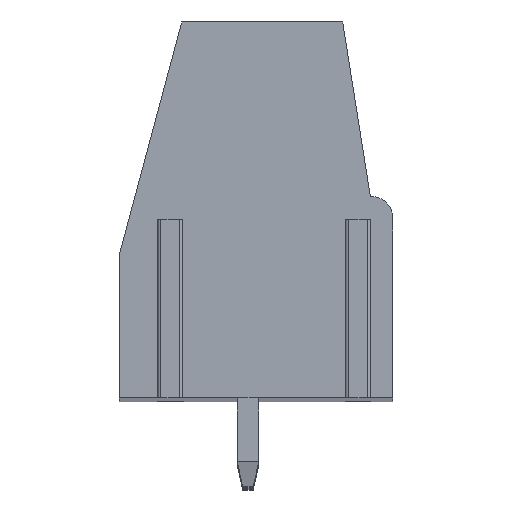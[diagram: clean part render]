
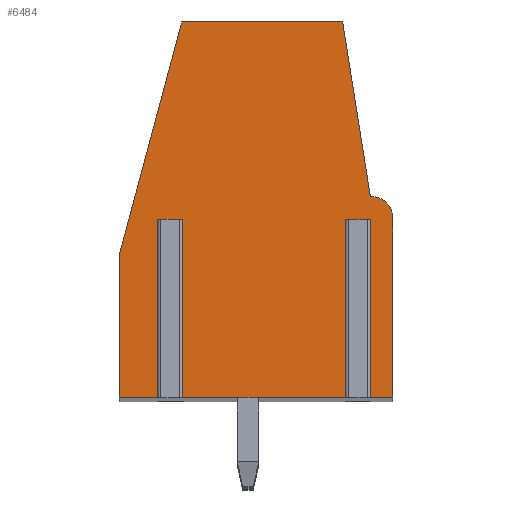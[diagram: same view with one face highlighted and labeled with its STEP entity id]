
A CAD part, top view. The second image highlights one B-rep face of the part: STEP entity #6484.
In plain terms, the highlighted planar face has unit normal (0, 0, 1).
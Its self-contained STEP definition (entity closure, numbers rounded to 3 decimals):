
#1002=DIRECTION('',(1.,0.,0.));
#1003=VECTOR('',#1002,0.57);
#1004=CARTESIAN_POINT('',(-3.485,-0.35,2.5));
#1005=LINE('',#1004,#1003);
#1006=DIRECTION('',(0.,1.,0.));
#1007=VECTOR('',#1006,6.65);
#1008=CARTESIAN_POINT('',(-3.485,-7.,2.5));
#1009=LINE('',#1008,#1007);
#1010=DIRECTION('',(1.,0.,0.));
#1011=VECTOR('',#1010,1.615);
#1012=CARTESIAN_POINT('',(-5.1,-7.,2.5));
#1013=LINE('',#1012,#1011);
#1014=DIRECTION('',(0.,-1.,0.));
#1015=VECTOR('',#1014,5.3);
#1016=CARTESIAN_POINT('',(-5.1,-1.7,2.5));
#1017=LINE('',#1016,#1015);
#1018=DIRECTION('',(-0.259,-0.966,0.));
#1019=VECTOR('',#1018,9.007);
#1020=CARTESIAN_POINT('',(-2.769,7.,2.5));
#1021=LINE('',#1020,#1019);
#1022=DIRECTION('',(-1.,0.,0.));
#1023=VECTOR('',#1022,6.);
#1024=CARTESIAN_POINT('',(3.231,7.,2.5));
#1025=LINE('',#1024,#1023);
#1026=DIRECTION('',(-0.156,0.988,0.));
#1027=VECTOR('',#1026,6.581);
#1028=CARTESIAN_POINT('',(4.261,0.5,2.5));
#1029=LINE('',#1028,#1027);
#1030=DIRECTION('',(-1.,0.,0.));
#1031=VECTOR('',#1030,0.039);
#1032=CARTESIAN_POINT('',(4.3,0.5,2.5));
#1033=LINE('',#1032,#1031);
#1034=CARTESIAN_POINT('',(4.3,-0.3,2.5));
#1035=DIRECTION('',(0.,0.,1.));
#1036=DIRECTION('',(1.,0.,0.));
#1037=AXIS2_PLACEMENT_3D('',#1034,#1035,#1036);
#1039=DIRECTION('',(0.,1.,0.));
#1040=VECTOR('',#1039,6.7);
#1041=CARTESIAN_POINT('',(5.1,-7.,2.5));
#1042=LINE('',#1041,#1040);
#1043=DIRECTION('',(1.,0.,0.));
#1044=VECTOR('',#1043,1.015);
#1045=CARTESIAN_POINT('',(4.085,-7.,2.5));
#1046=LINE('',#1045,#1044);
#1047=DIRECTION('',(0.,1.,0.));
#1048=VECTOR('',#1047,6.65);
#1049=CARTESIAN_POINT('',(4.085,-7.,2.5));
#1050=LINE('',#1049,#1048);
#1051=DIRECTION('',(1.,0.,0.));
#1052=VECTOR('',#1051,0.57);
#1053=CARTESIAN_POINT('',(3.515,-0.35,2.5));
#1054=LINE('',#1053,#1052);
#1055=DIRECTION('',(0.,1.,0.));
#1056=VECTOR('',#1055,6.65);
#1057=CARTESIAN_POINT('',(3.515,-7.,2.5));
#1058=LINE('',#1057,#1056);
#1059=DIRECTION('',(1.,0.,0.));
#1060=VECTOR('',#1059,6.43);
#1061=CARTESIAN_POINT('',(-2.915,-7.,2.5));
#1062=LINE('',#1061,#1060);
#1063=DIRECTION('',(0.,1.,0.));
#1064=VECTOR('',#1063,6.65);
#1065=CARTESIAN_POINT('',(-2.915,-7.,2.5));
#1066=LINE('',#1065,#1064);
#4327=CARTESIAN_POINT('',(-2.769,7.,2.5));
#4328=CARTESIAN_POINT('',(-5.1,-1.7,2.5));
#4329=VERTEX_POINT('',#4327);
#4330=VERTEX_POINT('',#4328);
#4331=CARTESIAN_POINT('',(-5.1,-7.,2.5));
#4332=VERTEX_POINT('',#4331);
#4333=CARTESIAN_POINT('',(5.1,-7.,2.5));
#4334=CARTESIAN_POINT('',(5.1,-0.3,2.5));
#4335=VERTEX_POINT('',#4333);
#4336=VERTEX_POINT('',#4334);
#4337=CARTESIAN_POINT('',(4.3,0.5,2.5));
#4338=VERTEX_POINT('',#4337);
#4339=CARTESIAN_POINT('',(4.261,0.5,2.5));
#4340=VERTEX_POINT('',#4339);
#4341=CARTESIAN_POINT('',(3.231,7.,2.5));
#4342=VERTEX_POINT('',#4341);
#4423=CARTESIAN_POINT('',(-3.485,-0.35,2.5));
#4424=CARTESIAN_POINT('',(-2.915,-0.35,2.5));
#4425=VERTEX_POINT('',#4423);
#4426=VERTEX_POINT('',#4424);
#4427=CARTESIAN_POINT('',(3.515,-0.35,2.5));
#4428=CARTESIAN_POINT('',(4.085,-0.35,2.5));
#4429=VERTEX_POINT('',#4427);
#4430=VERTEX_POINT('',#4428);
#4431=CARTESIAN_POINT('',(-2.915,-7.,2.5));
#4432=VERTEX_POINT('',#4431);
#4433=CARTESIAN_POINT('',(-3.485,-7.,2.5));
#4434=VERTEX_POINT('',#4433);
#4435=CARTESIAN_POINT('',(4.085,-7.,2.5));
#4436=VERTEX_POINT('',#4435);
#4437=CARTESIAN_POINT('',(3.515,-7.,2.5));
#4438=VERTEX_POINT('',#4437);
#6455=CARTESIAN_POINT('',(0.,0.,2.5));
#6456=DIRECTION('',(0.,0.,1.));
#6457=DIRECTION('',(1.,0.,0.));
#6458=AXIS2_PLACEMENT_3D('',#6455,#6456,#6457);
#6459=PLANE('',#6458);
#6461=ORIENTED_EDGE('',*,*,#6460,.F.);
#6463=ORIENTED_EDGE('',*,*,#6462,.F.);
#6464=ORIENTED_EDGE('',*,*,#5769,.F.);
#6465=ORIENTED_EDGE('',*,*,#6110,.F.);
#6466=ORIENTED_EDGE('',*,*,#6124,.F.);
#6467=ORIENTED_EDGE('',*,*,#6138,.F.);
#6468=ORIENTED_EDGE('',*,*,#6248,.F.);
#6469=ORIENTED_EDGE('',*,*,#6262,.F.);
#6470=ORIENTED_EDGE('',*,*,#6276,.F.);
#6471=ORIENTED_EDGE('',*,*,#6289,.F.);
#6472=ORIENTED_EDGE('',*,*,#5793,.F.);
#6474=ORIENTED_EDGE('',*,*,#6473,.T.);
#6476=ORIENTED_EDGE('',*,*,#6475,.F.);
#6478=ORIENTED_EDGE('',*,*,#6477,.F.);
#6479=ORIENTED_EDGE('',*,*,#5781,.F.);
#6481=ORIENTED_EDGE('',*,*,#6480,.T.);
#6482=EDGE_LOOP('',(#6461,#6463,#6464,#6465,#6466,#6467,#6468,#6469,#6470,#6471,
#6472,#6474,#6476,#6478,#6479,#6481));
#6483=FACE_OUTER_BOUND('',#6482,.F.);
#1038=CIRCLE('',#1037,0.8);
#5769=EDGE_CURVE('',#4332,#4434,#1013,.T.);
#5781=EDGE_CURVE('',#4432,#4438,#1062,.T.);
#5793=EDGE_CURVE('',#4436,#4335,#1046,.T.);
#6110=EDGE_CURVE('',#4330,#4332,#1017,.T.);
#6124=EDGE_CURVE('',#4329,#4330,#1021,.T.);
#6138=EDGE_CURVE('',#4342,#4329,#1025,.T.);
#6248=EDGE_CURVE('',#4340,#4342,#1029,.T.);
#6262=EDGE_CURVE('',#4338,#4340,#1033,.T.);
#6276=EDGE_CURVE('',#4336,#4338,#1038,.T.);
#6289=EDGE_CURVE('',#4335,#4336,#1042,.T.);
#6460=EDGE_CURVE('',#4425,#4426,#1005,.T.);
#6462=EDGE_CURVE('',#4434,#4425,#1009,.T.);
#6473=EDGE_CURVE('',#4436,#4430,#1050,.T.);
#6475=EDGE_CURVE('',#4429,#4430,#1054,.T.);
#6477=EDGE_CURVE('',#4438,#4429,#1058,.T.);
#6480=EDGE_CURVE('',#4432,#4426,#1066,.T.);
#6484=ADVANCED_FACE('',(#6483),#6459,.T.);
